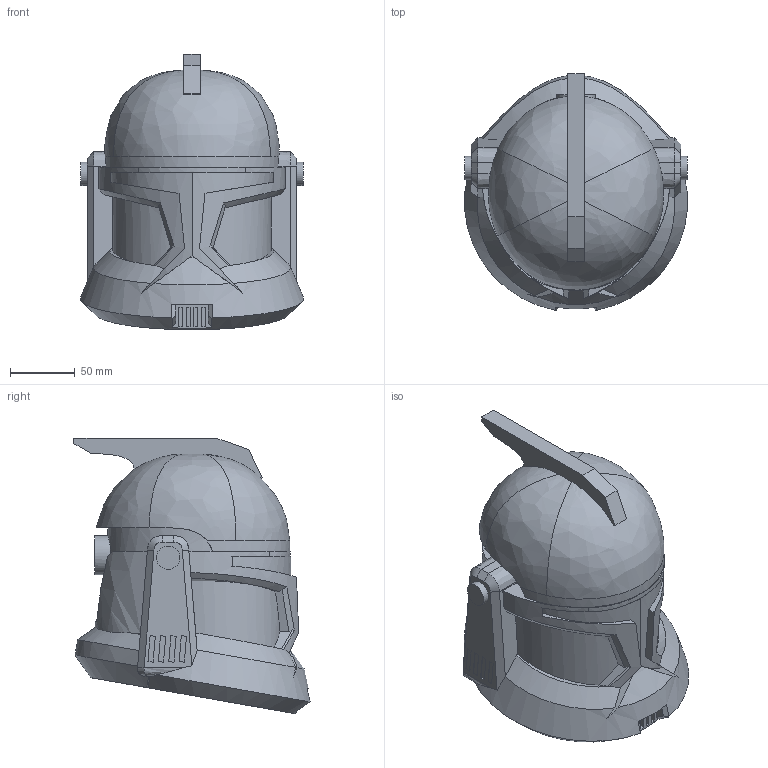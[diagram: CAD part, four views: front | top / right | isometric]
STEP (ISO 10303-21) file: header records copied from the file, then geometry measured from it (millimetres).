
FILE_DESCRIPTION(/* description */ ('STEP AP242','CAx-IF Rec.Pracs.---Representation and Presentation of Product Manufacturing Information (PMI)---4.0---2014-10-13','CAx-IF Rec.Pracs.---3D Tessellated Geometry---0.4---2014-09-14','2;1'),/* implementation_level */ '2;1');
FILE_NAME(/* name */ '6674fb3b0f7cd2336f8cae0e',/* time_stamp */ '2024-06-21T04:02:03Z',/* author */ (''),/* organization */ (''),/* preprocessor_version */ 'ST-DEVELOPER v20',/* originating_system */ ' ',/* authorisation */ ' ');
FILE_SCHEMA (('AP242_MANAGED_MODEL_BASED_3D_ENGINEERING_MIM_LF { 1 0 10303 442 1 1 4 }'));
Length unit declared in the file: metre
Products named in the file (1): p1 clone helmet
Bounding box: 171.41 x 181.68 x 211.84 mm (x, y, z)
Volume: 1591894.5 mm3; surface area: 180090.3 mm2
Topology: 1 solids, 1 shells, 208 faces, 567 edges, 377 vertices
Faces by surface type: plane 141, bspline 56, cylinder 6, cone 5
Full cylindrical faces by diameter (mm): 18 x2, 30 x1
Entity records: 12127 total; most frequent: CARTESIAN_POINT 6707, ORIENTED_EDGE 1114, DIRECTION 653, EDGE_CURVE 557, VERTEX_POINT 372, B_SPLINE_CURVE_WITH_KNOTS 262, LINE 239, VECTOR 239
